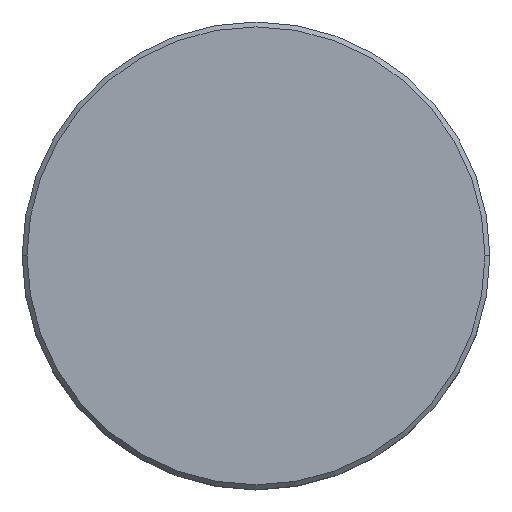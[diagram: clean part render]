
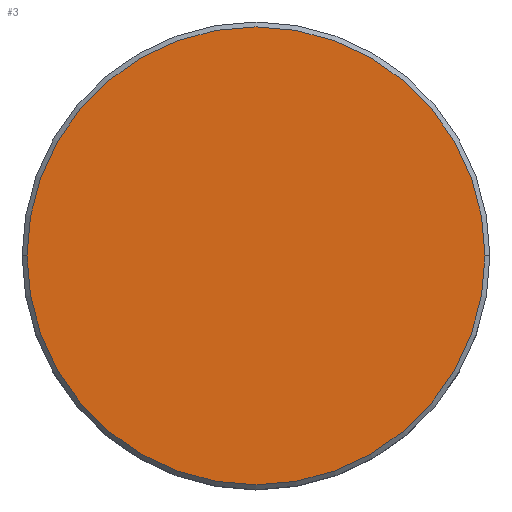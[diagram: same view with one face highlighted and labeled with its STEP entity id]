
A CAD part, top view. The second image highlights one B-rep face of the part: STEP entity #3.
In plain terms, the highlighted planar face has unit normal (0, 0, 1).
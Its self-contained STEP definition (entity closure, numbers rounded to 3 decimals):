
#3 = ADVANCED_FACE ( 'NONE', ( #439 ), #44, .T. ) ;
#4 = DIRECTION ( 'NONE',  ( 1., 0., 0. ) ) ;
#10 = ORIENTED_EDGE ( 'NONE', *, *, #339, .T. ) ;
#34 = EDGE_CURVE ( 'NONE', #223, #195, #306, .T. ) ;
#44 = PLANE ( 'NONE',  #226 ) ;
#99 = EDGE_LOOP ( 'NONE', ( #10, #182 ) ) ;
#127 = DIRECTION ( 'NONE',  ( 1., 0., 0. ) ) ;
#138 = CARTESIAN_POINT ( 'NONE',  ( -23.5, 0., 0. ) ) ;
#182 = ORIENTED_EDGE ( 'NONE', *, *, #34, .T. ) ;
#189 = DIRECTION ( 'NONE',  ( 1., 0., 0. ) ) ;
#195 = VERTEX_POINT ( 'NONE', #138 ) ;
#208 = AXIS2_PLACEMENT_3D ( 'NONE', #414, #230, #127 ) ;
#223 = VERTEX_POINT ( 'NONE', #320 ) ;
#226 = AXIS2_PLACEMENT_3D ( 'NONE', #248, #355, #189 ) ;
#230 = DIRECTION ( 'NONE',  ( 0., 0., 1. ) ) ;
#232 = AXIS2_PLACEMENT_3D ( 'NONE', #406, #323, #4 ) ;
#248 = CARTESIAN_POINT ( 'NONE',  ( 0., 0., 0. ) ) ;
#306 = CIRCLE ( 'NONE', #232, 23.5 ) ;
#320 = CARTESIAN_POINT ( 'NONE',  ( 23.5, 0., 0. ) ) ;
#323 = DIRECTION ( 'NONE',  ( 0., 0., 1. ) ) ;
#339 = EDGE_CURVE ( 'NONE', #195, #223, #458, .T. ) ;
#355 = DIRECTION ( 'NONE',  ( 0., 0., 1. ) ) ;
#406 = CARTESIAN_POINT ( 'NONE',  ( 0., 0., 0. ) ) ;
#414 = CARTESIAN_POINT ( 'NONE',  ( 0., 0., 0. ) ) ;
#439 = FACE_OUTER_BOUND ( 'NONE', #99, .T. ) ;
#458 = CIRCLE ( 'NONE', #208, 23.5 ) ;
